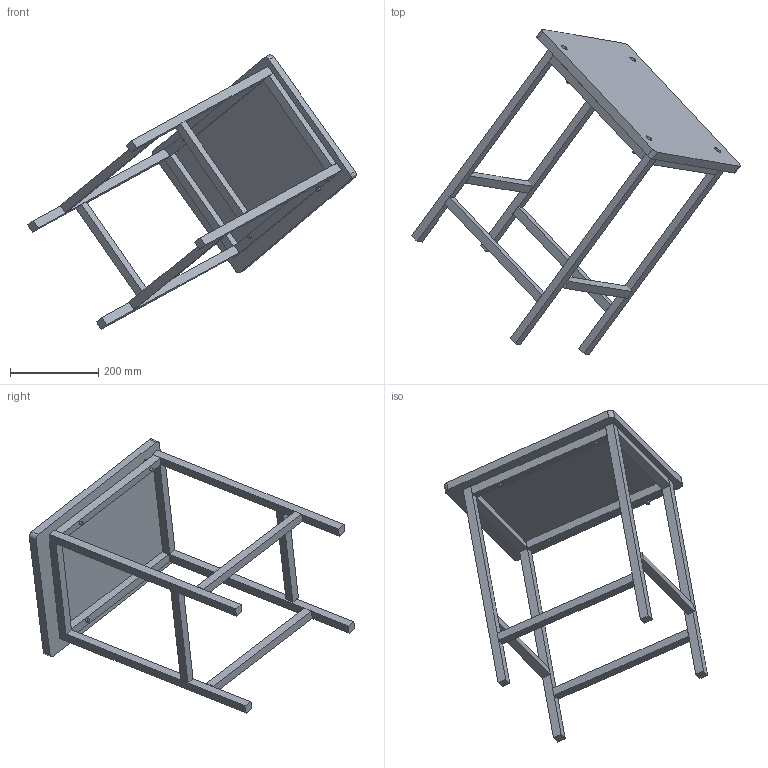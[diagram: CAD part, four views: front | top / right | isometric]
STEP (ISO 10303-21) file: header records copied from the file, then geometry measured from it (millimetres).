
FILE_DESCRIPTION (( 'STEP AP203' ), '1' );
FILE_NAME ('軜腦鼛.STEP', '2025-01-17T13:17:44', ( '' ), ( '' ), 'SwSTEP 2.0', 'SolidWorks 2024', '' );
FILE_SCHEMA (( 'CONFIG_CONTROL_DESIGN' ));
Length unit declared in the file: millimetre
Products named in the file (6): 杆子3; 杆子2; 杆子1; 板子1; 钉子; 邹福鑫
Assembly tree (17 placements, depth 2):
  邹福鑫
    杆子1  x4
    杆子2  x4
    杆子3  x4
    板子1
    钉子  x4
Bounding box: 744.33 x 736.99 x 621.65 mm (x, y, z)
Volume: 4815404.6 mm3; surface area: 710903 mm2
Topology: 17 solids, 17 shells, 106 faces, 216 edges, 144 vertices
Faces by surface type: plane 86, cylinder 20
Entity records: 2154 total; most frequent: DIRECTION 238, CARTESIAN_POINT 210, ORIENTED_EDGE 180, EDGE_CURVE 90, AXIS2_PLACEMENT_3D 88, PERSON_AND_ORGANIZATION 65, DATE_AND_TIME 64, LOCAL_TIME 64
